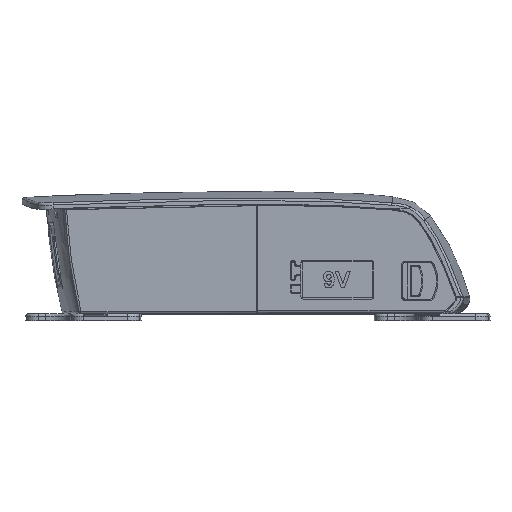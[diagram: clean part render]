
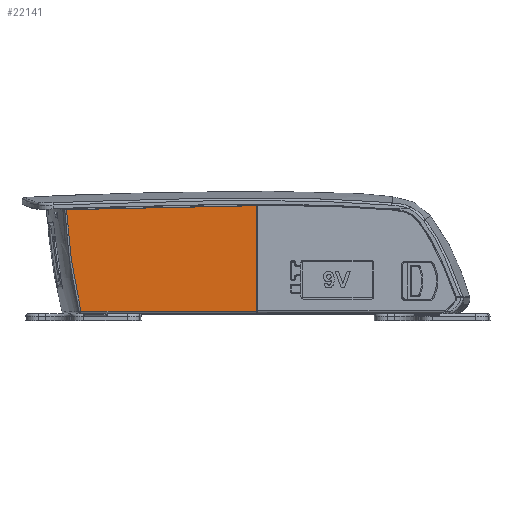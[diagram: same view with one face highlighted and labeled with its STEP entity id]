
A CAD part, top view. The second image highlights one B-rep face of the part: STEP entity #22141.
In plain terms, the highlighted planar face has unit normal (0, -0.018, 1).
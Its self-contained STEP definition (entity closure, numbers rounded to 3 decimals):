
#246 = VERTEX_POINT ( 'NONE', #20844 ) ;
#247 = VERTEX_POINT ( 'NONE', #20845 ) ;
#249 = VERTEX_POINT ( 'NONE', #20847 ) ;
#250 = VERTEX_POINT ( 'NONE', #20848 ) ;
#639 = CARTESIAN_POINT ( 'NONE',  ( -5.842, 40.88, 69.815 ) ) ;
#640 = CARTESIAN_POINT ( 'NONE',  ( 7.216, 41.423, 69.825 ) ) ;
#646 = CARTESIAN_POINT ( 'NONE',  ( 72.545, 40.011, 69.8 ) ) ;
#647 = DIRECTION ( 'NONE',  ( 0., -1., -0.017 ) ) ;
#650 = CARTESIAN_POINT ( 'NONE',  ( 20.279, 41.835, 69.832 ) ) ;
#651 = CARTESIAN_POINT ( 'NONE',  ( 39.876, 42.258, 69.839 ) ) ;
#652 = CARTESIAN_POINT ( 'NONE',  ( 46.408, 42.365, 69.841 ) ) ;
#653 = CARTESIAN_POINT ( 'NONE',  ( 59.476, 42.506, 69.844 ) ) ;
#654 = CARTESIAN_POINT ( 'NONE',  ( 66.01, 42.539, 69.844 ) ) ;
#655 = CARTESIAN_POINT ( 'NONE',  ( 72.545, 42.526, 69.844 ) ) ;
#10562 = B_SPLINE_CURVE_WITH_KNOTS ( 'NONE', 3,
 ( #27042, #27040, #27207, #27209, #27211, #27213, #27215, #27217, #27219, #27221, #27223, #27225, #27227, #27229, #27231 ),
 .UNSPECIFIED., .F., .F.,
 ( 4, 1, 1, 2, 2, 1, 2, 2, 4 ),
 ( 0.007, 0.131, 0.193, 0.224, 0.255, 0.379, 0.441, 0.503, 1. ),
 .UNSPECIFIED. ) ;
#10579 = B_SPLINE_CURVE_WITH_KNOTS ( 'NONE', 3,
 ( #639, #640, #650, #651, #652, #653, #654, #655 ),
 .UNSPECIFIED., .F., .F.,
 ( 4, 2, 2, 4 ),
 ( -0.006, 0.033, 0.053, 0.072 ),
 .UNSPECIFIED. ) ;
#11420 = ORIENTED_EDGE ( 'NONE', *, *, #33508, .T. ) ;
#11457 = ORIENTED_EDGE ( 'NONE', *, *, #33581, .F. ) ;
#11469 = ORIENTED_EDGE ( 'NONE', *, *, #33580, .F. ) ;
#11470 = ORIENTED_EDGE ( 'NONE', *, *, #33511, .T. ) ;
#20844 = CARTESIAN_POINT ( 'NONE',  ( -5.842, 40.88, 69.815 ) ) ;
#20845 = CARTESIAN_POINT ( 'NONE',  ( 0.125, -1.017, 69.084 ) ) ;
#20847 = CARTESIAN_POINT ( 'NONE',  ( 72.545, 42.526, 69.844 ) ) ;
#20848 = CARTESIAN_POINT ( 'NONE',  ( 72.552, -1.017, 69.084 ) ) ;
#21249 = EDGE_LOOP ( 'NONE', ( #11420, #11470, #11469, #11457 ) ) ;
#22141 = ADVANCED_FACE ( 'NONE', ( #32893 ), #31453, .T. ) ;
#27040 = CARTESIAN_POINT ( 'NONE',  ( -5.748, 39.129, 69.785 ) ) ;
#27042 = CARTESIAN_POINT ( 'NONE',  ( -5.842, 40.88, 69.815 ) ) ;
#27207 = CARTESIAN_POINT ( 'NONE',  ( -5.576, 36.496, 69.739 ) ) ;
#27209 = CARTESIAN_POINT ( 'NONE',  ( -5.323, 33.41, 69.685 ) ) ;
#27211 = CARTESIAN_POINT ( 'NONE',  ( -5.204, 32.085, 69.662 ) ) ;
#27213 = CARTESIAN_POINT ( 'NONE',  ( -5.121, 31.2, 69.646 ) ) ;
#27215 = CARTESIAN_POINT ( 'NONE',  ( -5.079, 30.756, 69.639 ) ) ;
#27217 = CARTESIAN_POINT ( 'NONE',  ( -4.863, 28.565, 69.6 ) ) ;
#27219 = CARTESIAN_POINT ( 'NONE',  ( -4.574, 25.936, 69.555 ) ) ;
#27221 = CARTESIAN_POINT ( 'NONE',  ( -4.242, 23.307, 69.509 ) ) ;
#27223 = CARTESIAN_POINT ( 'NONE',  ( -4.012, 21.554, 69.478 ) ) ;
#27225 = CARTESIAN_POINT ( 'NONE',  ( -3.891, 20.675, 69.463 ) ) ;
#27227 = CARTESIAN_POINT ( 'NONE',  ( -2.769, 12.808, 69.325 ) ) ;
#27229 = CARTESIAN_POINT ( 'NONE',  ( -1.471, 5.869, 69.204 ) ) ;
#27231 = CARTESIAN_POINT ( 'NONE',  ( 0.125, -1.017, 69.084 ) ) ;
#27245 = CARTESIAN_POINT ( 'NONE',  ( 72.5, -1.017, 69.084 ) ) ;
#27248 = DIRECTION ( 'NONE',  ( 1., 0., 0. ) ) ;
#31452 = CARTESIAN_POINT ( 'NONE',  ( 0., 40., 69.8 ) ) ;
#31453 = PLANE ( 'NONE',  #31945 ) ;
#31460 = DIRECTION ( 'NONE',  ( 0., -0.017, 1. ) ) ;
#31461 = DIRECTION ( 'NONE',  ( 0., -1., -0.017 ) ) ;
#31945 = AXIS2_PLACEMENT_3D ( 'NONE', #31452, #31460, #31461 ) ;
#32893 = FACE_OUTER_BOUND ( 'NONE', #21249, .T. ) ;
#33233 = LINE ( 'NONE', #27245, #33234 ) ;
#33234 = VECTOR ( 'NONE', #27248, 1000. ) ;
#33310 = LINE ( 'NONE', #646, #33313 ) ;
#33313 = VECTOR ( 'NONE', #647, 1000. ) ;
#33508 = EDGE_CURVE ( 'NONE', #246, #247, #10562, .T. ) ;
#33511 = EDGE_CURVE ( 'NONE', #247, #250, #33233, .T. ) ;
#33580 = EDGE_CURVE ( 'NONE', #249, #250, #33310, .T. ) ;
#33581 = EDGE_CURVE ( 'NONE', #246, #249, #10579, .T. ) ;
